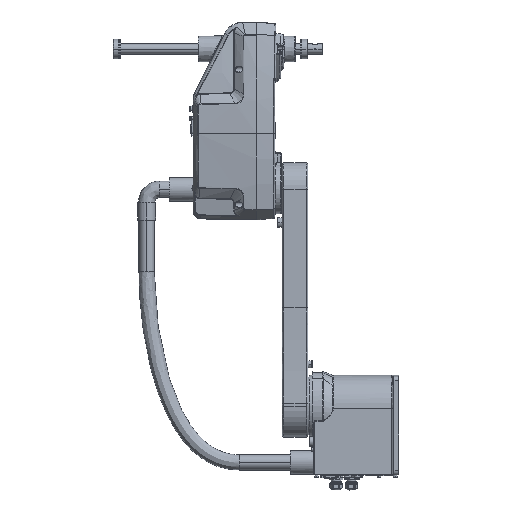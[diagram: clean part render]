
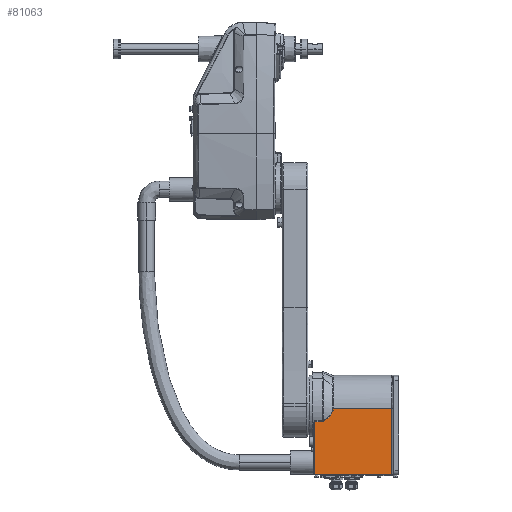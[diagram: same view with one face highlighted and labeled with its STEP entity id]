
A CAD part, left-side view. The second image highlights one B-rep face of the part: STEP entity #81063.
In plain terms, the highlighted planar face has unit normal (-1, 0, 0).
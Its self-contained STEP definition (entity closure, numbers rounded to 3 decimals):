
#682 = CARTESIAN_POINT ( 'NONE',  ( -64.5, 129.654, -13.007 ) ) ;
#1078 = CARTESIAN_POINT ( 'NONE',  ( -64.5, 138.46, -24. ) ) ;
#4185 = AXIS2_PLACEMENT_3D ( 'NONE', #66749, #58141, #4426 ) ;
#4253 = LINE ( 'NONE', #83238, #49175 ) ;
#4426 = DIRECTION ( 'NONE',  ( 0., 0., 1. ) ) ;
#8524 = EDGE_CURVE ( 'NONE', #108024, #12185, #56066, .T. ) ;
#9357 = CARTESIAN_POINT ( 'NONE',  ( -64.5, 127.874, -5.762 ) ) ;
#9737 = CARTESIAN_POINT ( 'NONE',  ( -64.5, 131.778, -16.786 ) ) ;
#9760 = DIRECTION ( 'NONE',  ( 0., 1., 0. ) ) ;
#10132 = CARTESIAN_POINT ( 'NONE',  ( -64.5, 139.259, -24.654 ) ) ;
#10899 = CARTESIAN_POINT ( 'NONE',  ( -64.5, 148.961, -30.541 ) ) ;
#12185 = VERTEX_POINT ( 'NONE', #23053 ) ;
#12708 = VERTEX_POINT ( 'NONE', #61973 ) ;
#13776 = CARTESIAN_POINT ( 'NONE',  ( -64.5, 164.5, -135. ) ) ;
#16916 = CARTESIAN_POINT ( 'NONE',  ( -64.5, 13.446, -135. ) ) ;
#18751 = CARTESIAN_POINT ( 'NONE',  ( -64.5, 132.87, -18.273 ) ) ;
#19145 = CARTESIAN_POINT ( 'NONE',  ( -64.5, 139.463, -24.817 ) ) ;
#20470 = ORIENTED_EDGE ( 'NONE', *, *, #78861, .T. ) ;
#21276 = VERTEX_POINT ( 'NONE', #86673 ) ;
#23053 = CARTESIAN_POINT ( 'NONE',  ( -64.5, 164.5, -135. ) ) ;
#26279 = CARTESIAN_POINT ( 'NONE',  ( -64.5, 0., -4.5 ) ) ;
#27360 = CARTESIAN_POINT ( 'NONE',  ( -64.5, 128.048, -7.622 ) ) ;
#27746 = CARTESIAN_POINT ( 'NONE',  ( -64.5, 133.161, -18.642 ) ) ;
#28144 = CARTESIAN_POINT ( 'NONE',  ( -64.5, 139.512, -24.856 ) ) ;
#29544 = DIRECTION ( 'NONE',  ( 0., 0., 1. ) ) ;
#29765 = CARTESIAN_POINT ( 'NONE',  ( -64.5, 0., -30.541 ) ) ;
#30312 = VECTOR ( 'NONE', #35315, 1000. ) ;
#31885 = B_SPLINE_CURVE_WITH_KNOTS ( 'NONE', 3,
 ( #72045, #9357, #27360, #90091, #36367, #99116, #45446, #108135, #54422, #682, #63425, #9737, #72436, #18751, #81446, #27746, #90483, #36766, #99514, #45838, #108533, #54810, #1078, #63801, #10132, #72815, #19145, #81843, #28144, #90873, #37157, #99926, #46230 ),
 .UNSPECIFIED., .F., .F.,
 ( 4, 1, 1, 1, 1, 2, 2, 1, 1, 1, 1, 1, 1, 2, 2, 1, 1, 1, 1, 1, 1, 1, 2, 2, 4 ),
 ( 0., 0.125, 0.188, 0.219, 0.234, 0.242, 0.25, 0.375, 0.437, 0.469, 0.484, 0.492, 0.496, 0.498, 0.5, 0.625, 0.687, 0.719, 0.734, 0.742, 0.746, 0.748, 0.749, 0.75, 1. ),
 .UNSPECIFIED. ) ;
#32200 = ORIENTED_EDGE ( 'NONE', *, *, #60151, .T. ) ;
#35315 = DIRECTION ( 'NONE',  ( 0., -1., 0. ) ) ;
#36367 = CARTESIAN_POINT ( 'NONE',  ( -64.5, 128.846, -10.778 ) ) ;
#36541 = B_SPLINE_CURVE_WITH_KNOTS ( 'NONE', 3,
 ( #55596, #109291, #64568, #10899 ),
 .UNSPECIFIED., .F., .F.,
 ( 4, 4 ),
 ( 0., 1. ),
 .UNSPECIFIED. ) ;
#36766 = CARTESIAN_POINT ( 'NONE',  ( -64.5, 133.231, -18.73 ) ) ;
#37157 = CARTESIAN_POINT ( 'NONE',  ( -64.5, 141.731, -26.618 ) ) ;
#38740 = ORIENTED_EDGE ( 'NONE', *, *, #8524, .F. ) ;
#41439 = CARTESIAN_POINT ( 'NONE',  ( -64.5, 127.867, -4.5 ) ) ;
#45446 = CARTESIAN_POINT ( 'NONE',  ( -64.5, 129.099, -11.517 ) ) ;
#45838 = CARTESIAN_POINT ( 'NONE',  ( -64.5, 134.1, -19.808 ) ) ;
#46153 = VECTOR ( 'NONE', #102319, 1000. ) ;
#46230 = CARTESIAN_POINT ( 'NONE',  ( -64.5, 147.134, -30.016 ) ) ;
#46423 = CARTESIAN_POINT ( 'NONE',  ( -64.5, 164.5, -30.541 ) ) ;
#48093 = VECTOR ( 'NONE', #67444, 1000. ) ;
#49175 = VECTOR ( 'NONE', #29544, 1000. ) ;
#52186 = EDGE_CURVE ( 'NONE', #80813, #12185, #101404, .T. ) ;
#54422 = CARTESIAN_POINT ( 'NONE',  ( -64.5, 129.179, -11.736 ) ) ;
#54810 = CARTESIAN_POINT ( 'NONE',  ( -64.5, 137.433, -23.124 ) ) ;
#55596 = CARTESIAN_POINT ( 'NONE',  ( -64.5, 147.134, -30.016 ) ) ;
#56066 = LINE ( 'NONE', #72065, #100988 ) ;
#58141 = DIRECTION ( 'NONE',  ( -1., 0., 0. ) ) ;
#60151 = EDGE_CURVE ( 'NONE', #12708, #80813, #93866, .T. ) ;
#61342 = VERTEX_POINT ( 'NONE', #114086 ) ;
#61973 = CARTESIAN_POINT ( 'NONE',  ( -64.5, 148.961, -30.541 ) ) ;
#63425 = CARTESIAN_POINT ( 'NONE',  ( -64.5, 130.496, -14.774 ) ) ;
#63801 = CARTESIAN_POINT ( 'NONE',  ( -64.5, 138.99, -24.437 ) ) ;
#64568 = CARTESIAN_POINT ( 'NONE',  ( -64.5, 148.338, -30.541 ) ) ;
#66749 = CARTESIAN_POINT ( 'NONE',  ( -64.5, 0., -135. ) ) ;
#67444 = DIRECTION ( 'NONE',  ( 0., 0., -1. ) ) ;
#72045 = CARTESIAN_POINT ( 'NONE',  ( -64.5, 127.867, -4.5 ) ) ;
#72065 = CARTESIAN_POINT ( 'NONE',  ( -64.5, 0., -135. ) ) ;
#72436 = CARTESIAN_POINT ( 'NONE',  ( -64.5, 132.493, -17.779 ) ) ;
#72815 = CARTESIAN_POINT ( 'NONE',  ( -64.5, 139.395, -24.763 ) ) ;
#78861 = EDGE_CURVE ( 'NONE', #100711, #61342, #31885, .T. ) ;
#79246 = ORIENTED_EDGE ( 'NONE', *, *, #52186, .T. ) ;
#80813 = VERTEX_POINT ( 'NONE', #46423 ) ;
#81063 = ADVANCED_FACE ( 'NONE', ( #106755 ), #111480, .T. ) ;
#81446 = CARTESIAN_POINT ( 'NONE',  ( -64.5, 133.063, -18.519 ) ) ;
#81843 = CARTESIAN_POINT ( 'NONE',  ( -64.5, 139.492, -24.84 ) ) ;
#83238 = CARTESIAN_POINT ( 'NONE',  ( -64.5, 13.446, -135. ) ) ;
#86673 = CARTESIAN_POINT ( 'NONE',  ( -64.5, 13.446, -4.5 ) ) ;
#88863 = EDGE_CURVE ( 'NONE', #100711, #21276, #101910, .T. ) ;
#90091 = CARTESIAN_POINT ( 'NONE',  ( -64.5, 128.533, -9.735 ) ) ;
#90483 = CARTESIAN_POINT ( 'NONE',  ( -64.5, 133.203, -18.695 ) ) ;
#90873 = CARTESIAN_POINT ( 'NONE',  ( -64.5, 139.523, -24.865 ) ) ;
#93866 = LINE ( 'NONE', #29765, #46153 ) ;
#94514 = EDGE_LOOP ( 'NONE', ( #32200, #79246, #38740, #95916, #107806, #20470, #112402 ) ) ;
#95916 = ORIENTED_EDGE ( 'NONE', *, *, #108804, .T. ) ;
#99116 = CARTESIAN_POINT ( 'NONE',  ( -64.5, 129.021, -11.295 ) ) ;
#99514 = CARTESIAN_POINT ( 'NONE',  ( -64.5, 133.246, -18.748 ) ) ;
#99926 = CARTESIAN_POINT ( 'NONE',  ( -64.5, 144.265, -28.333 ) ) ;
#100711 = VERTEX_POINT ( 'NONE', #41439 ) ;
#100988 = VECTOR ( 'NONE', #9760, 1000. ) ;
#101404 = LINE ( 'NONE', #13776, #48093 ) ;
#101910 = LINE ( 'NONE', #26279, #30312 ) ;
#102319 = DIRECTION ( 'NONE',  ( 0., 1., 0. ) ) ;
#106755 = FACE_OUTER_BOUND ( 'NONE', #94514, .T. ) ;
#107806 = ORIENTED_EDGE ( 'NONE', *, *, #88863, .F. ) ;
#108024 = VERTEX_POINT ( 'NONE', #16916 ) ;
#108135 = CARTESIAN_POINT ( 'NONE',  ( -64.5, 129.153, -11.664 ) ) ;
#108533 = CARTESIAN_POINT ( 'NONE',  ( -64.5, 135.514, -21.354 ) ) ;
#108804 = EDGE_CURVE ( 'NONE', #108024, #21276, #4253, .T. ) ;
#109291 = CARTESIAN_POINT ( 'NONE',  ( -64.5, 147.729, -30.366 ) ) ;
#111480 = PLANE ( 'NONE',  #4185 ) ;
#112402 = ORIENTED_EDGE ( 'NONE', *, *, #114409, .T. ) ;
#114086 = CARTESIAN_POINT ( 'NONE',  ( -64.5, 147.134, -30.016 ) ) ;
#114409 = EDGE_CURVE ( 'NONE', #61342, #12708, #36541, .T. ) ;
